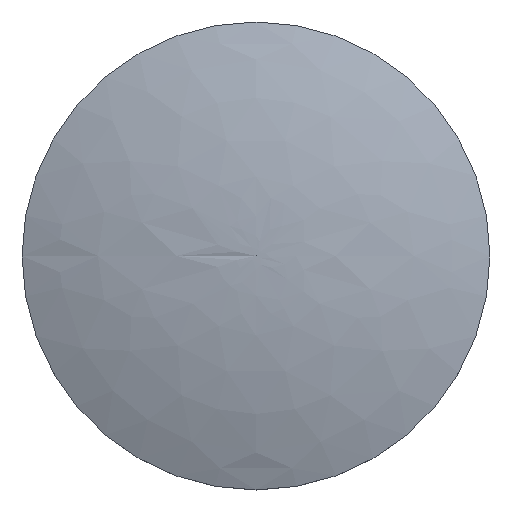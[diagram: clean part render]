
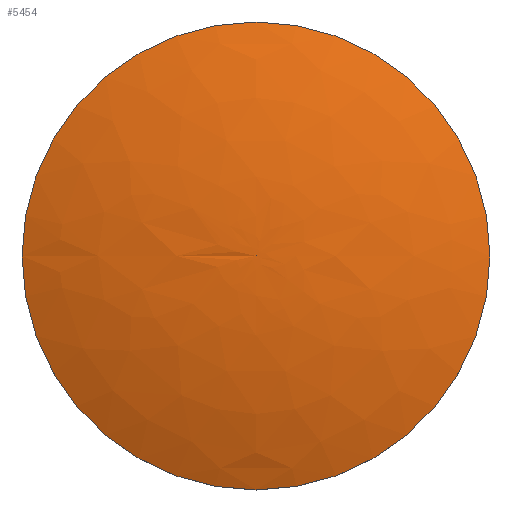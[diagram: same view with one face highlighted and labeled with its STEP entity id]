
A CAD part, top view. The second image highlights one B-rep face of the part: STEP entity #5454.
In plain terms, the highlighted free-form (B-spline) face has degree [3, 3] with [4, 7] control points.
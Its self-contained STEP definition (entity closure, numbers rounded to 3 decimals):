
#5454=ADVANCED_FACE('',(#6551,#6552),#6356,.T.);
#6356=(
BOUNDED_SURFACE()
B_SPLINE_SURFACE(3,3,((#23080,#23081,#23082,#23083,#23084,#23085,#23086),
(#23087,#23088,#23089,#23090,#23091,#23092,#23093),(#23094,#23095,#23096,
#23097,#23098,#23099,#23100),(#23101,#23102,#23103,#23104,#23105,#23106,
#23107)),.UNSPECIFIED.,.F.,.T.,.F.)
B_SPLINE_SURFACE_WITH_KNOTS((4,4),(1,3,3,3,1),(0.,1.),(-0.5,0.,0.5,1.,1.5),
 .UNSPECIFIED.)
GEOMETRIC_REPRESENTATION_ITEM()
RATIONAL_B_SPLINE_SURFACE(((1.,0.333,0.333,1.,0.333,
0.333,1.),(0.988,0.329,0.329,
0.988,0.329,0.329,0.988),
(0.988,0.329,0.329,0.988,
0.329,0.329,0.988),(1.,0.333,
0.333,1.,0.333,0.333,1.)))
REPRESENTATION_ITEM('')
SURFACE()
);
#6358=VERTEX_LOOP('',#12704);
#6551=FACE_BOUND('',#6358,.T.);
#6552=FACE_BOUND('',#6744,.T.);
#6744=EDGE_LOOP('',(#8376));
#8376=ORIENTED_EDGE('',*,*,#14150,.F.);
#12703=VERTEX_POINT('',#23077);
#12704=VERTEX_POINT('',#23079);
#14150=EDGE_CURVE('',#12703,#12703,#15956,.T.);
#15956=CIRCLE('',#16342,16.85);
#16342=AXIS2_PLACEMENT_3D('',#23076,#18346,#18347);
#18346=DIRECTION('',(0.,0.,-1.));
#18347=DIRECTION('',(-1.,0.,0.));
#23076=CARTESIAN_POINT('',(0.,0.,2.));
#23077=CARTESIAN_POINT('',(-16.85,0.,2.));
#23079=CARTESIAN_POINT('',(0.,0.,5.001));
#23080=CARTESIAN_POINT('',(-16.85,0.,2.));
#23081=CARTESIAN_POINT('',(-16.85,33.7,2.));
#23082=CARTESIAN_POINT('',(16.85,33.7,2.));
#23083=CARTESIAN_POINT('',(16.85,0.,2.));
#23084=CARTESIAN_POINT('',(16.85,-33.7,2.));
#23085=CARTESIAN_POINT('',(-16.85,-33.7,2.));
#23086=CARTESIAN_POINT('',(-16.85,0.,2.));
#23087=CARTESIAN_POINT('',(-11.457,0.,4.062));
#23088=CARTESIAN_POINT('',(-11.457,22.914,4.062));
#23089=CARTESIAN_POINT('',(11.457,22.914,4.062));
#23090=CARTESIAN_POINT('',(11.457,0.,4.062));
#23091=CARTESIAN_POINT('',(11.457,-22.914,4.062));
#23092=CARTESIAN_POINT('',(-11.457,-22.914,4.062));
#23093=CARTESIAN_POINT('',(-11.457,0.,4.062));
#23094=CARTESIAN_POINT('',(-5.773,0.,5.074));
#23095=CARTESIAN_POINT('',(-5.773,11.546,5.074));
#23096=CARTESIAN_POINT('',(5.773,11.546,5.074));
#23097=CARTESIAN_POINT('',(5.773,0.,5.074));
#23098=CARTESIAN_POINT('',(5.773,-11.546,5.074));
#23099=CARTESIAN_POINT('',(-5.773,-11.546,5.074));
#23100=CARTESIAN_POINT('',(-5.773,0.,5.074));
#23101=CARTESIAN_POINT('',(0.,0.,5.001));
#23102=CARTESIAN_POINT('',(0.,0.,5.001));
#23103=CARTESIAN_POINT('',(0.,0.,
5.001));
#23104=CARTESIAN_POINT('',(0.,0.,5.001));
#23105=CARTESIAN_POINT('',(0.,0.,5.001));
#23106=CARTESIAN_POINT('',(0.,0.,5.001));
#23107=CARTESIAN_POINT('',(0.,0.,5.001));
